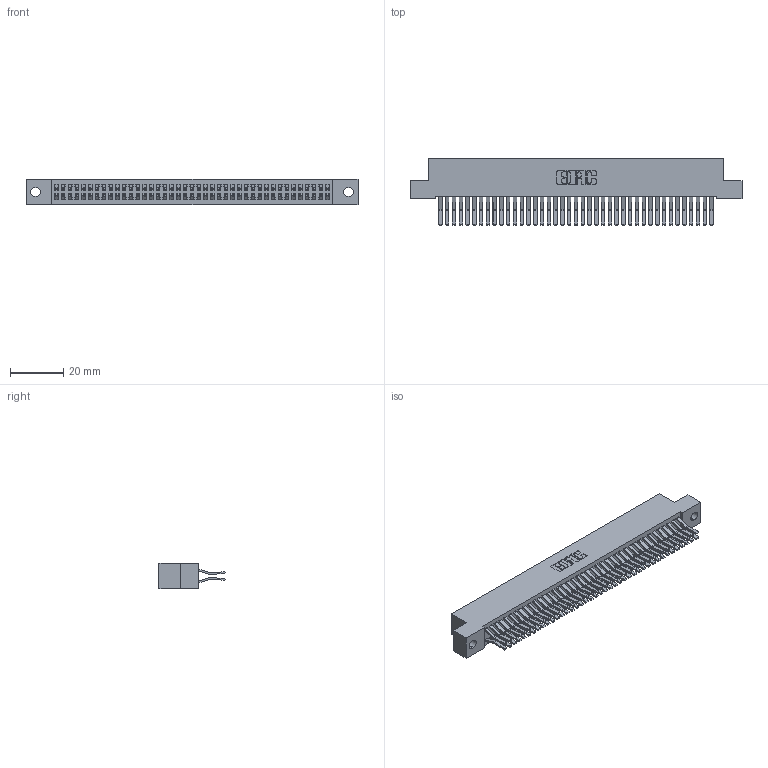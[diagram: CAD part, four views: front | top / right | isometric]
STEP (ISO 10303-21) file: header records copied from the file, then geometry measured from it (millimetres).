
FILE_DESCRIPTION (( 'STEP AP203' ), '1' );
FILE_NAME ('392-082-560-202.STEP', '2018-08-18T04:07:32', ( '' ), ( '' ), 'SwSTEP 2.0', 'SolidWorks 2016', '' );
FILE_SCHEMA (( 'CONFIG_CONTROL_DESIGN' ));
Length unit declared in the file: inch
Products named in the file (3): 345-292-001_560 Tail; 392-082-560-202; 342 Part_.128 Slot
Assembly tree (83 placements, depth 2):
  392-082-560-202
    342 Part_.128 Slot
    345-292-001_560 Tail  x82
Bounding box: 124.46 x 24.78 x 9.4 mm (x, y, z)
Volume: 11664.2 mm3; surface area: 20012.1 mm2
Topology: 83 solids, 83 shells, 4542 faces, 13513 edges, 8898 vertices
Faces by surface type: plane 3022, cylinder 1520
Entity records: 26597 total; most frequent: CARTESIAN_POINT 4410, ORIENTED_EDGE 4346, DIRECTION 3773, EDGE_CURVE 2173, LINE 2041, VECTOR 2041, VERTEX_POINT 1446, AXIS2_PLACEMENT_3D 866
